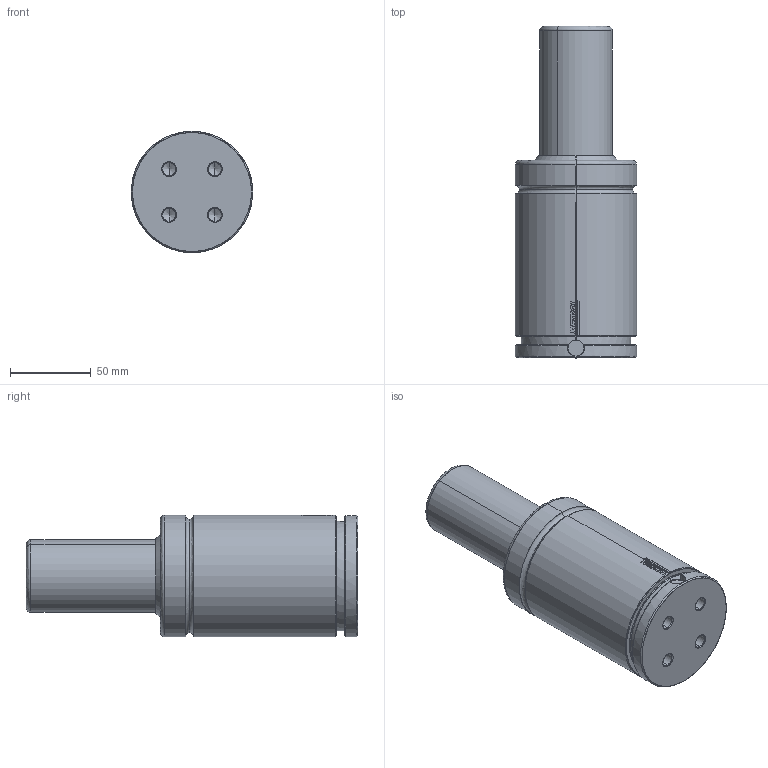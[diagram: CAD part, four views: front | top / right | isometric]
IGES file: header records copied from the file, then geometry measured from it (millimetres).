
Start section: SolidWorks IGES file using analytic representation for surfaces
Global section: file name: EX2400-080.igs; native system: SolidWorks 2014; preprocessor: SolidWorks 2014; author: thevault; date: 190312.080347; units: millimetre
Bounding box: 75 x 205 x 75.01 mm (x, y, z)
Surface area: 82655.5 mm2 (no closed solid volume)
Topology: 0 solids, 0 shells, 179 faces, 2586 edges, 2576 vertices
Faces by surface type: bspline 90, revolution 89
